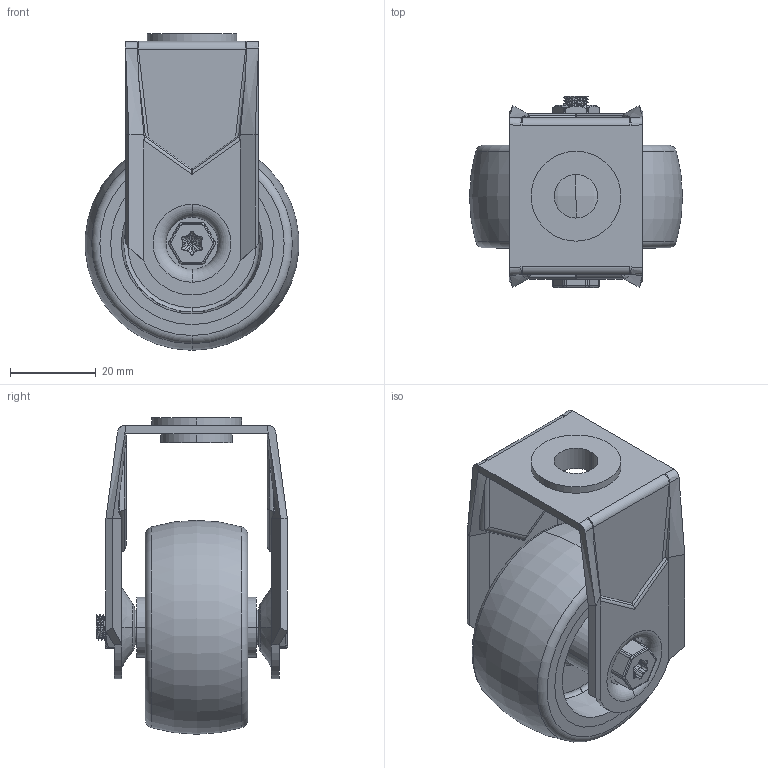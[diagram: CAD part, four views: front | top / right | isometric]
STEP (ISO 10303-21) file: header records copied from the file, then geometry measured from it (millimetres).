
FILE_DESCRIPTION(('STEP AP214'),'1');
FILE_NAME('BZRAF50GRBH10.STEP','2022-06-21T15:11:51',(' '),(' '),'Spatial InterOp 3D',' ',' ');
FILE_SCHEMA(('AUTOMOTIVE_DESIGN { 1 0 10303 214 1 1 1 1 }'));
Length unit declared in the file: metre
Products named in the file (12): BZRAF50ASBH10; ZINC PLATED PRESSED STEEL FORKS; BZRAF50GRBH10; BZL50WGR28; POLYPROPYLENE RIM; GREY THERMOPLASTIC RUBBER TYRE; TUBEM8X30; ZINC PLATED AXLE TUBE; BOLTBZRA6MM; ZINC PLATED AXLE BOLT; NM6GR8HALFGR8; ZINC PLATED LOCKING NUT
Assembly tree (11 placements, depth 3):
  BZRAF50GRBH10
    BZRAF50ASBH10
      ZINC PLATED PRESSED STEEL FORKS
    BZL50WGR28
      POLYPROPYLENE RIM
      GREY THERMOPLASTIC RUBBER TYRE
    TUBEM8X30
      ZINC PLATED AXLE TUBE
    BOLTBZRA6MM
      ZINC PLATED AXLE BOLT
    NM6GR8HALFGR8
      ZINC PLATED LOCKING NUT
Bounding box: 49.83 x 44.75 x 74 mm (x, y, z)
Volume: 40494.4 mm3; surface area: 29259.7 mm2
Topology: 6 solids, 6 shells, 372 faces, 945 edges, 592 vertices
Faces by surface type: cylinder 160, plane 80, torus 52, bspline 52, cone 28
Entity records: 34926 total; most frequent: CARTESIAN_POINT 25960, ORIENTED_EDGE 1878, DIRECTION 1750, EDGE_CURVE 939, AXIS2_PLACEMENT_3D 726, VERTEX_POINT 592, EDGE_LOOP 399, ADVANCED_FACE 372
